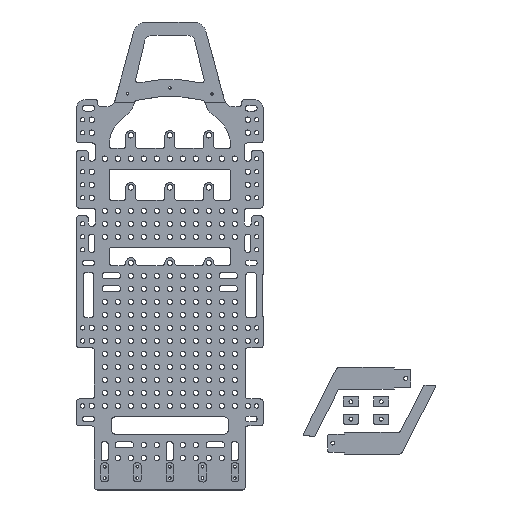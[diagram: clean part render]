
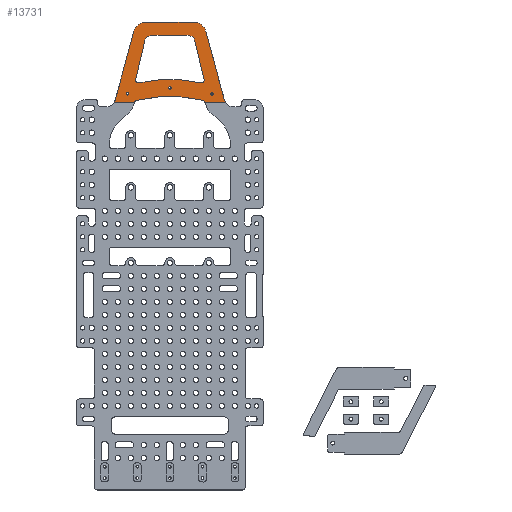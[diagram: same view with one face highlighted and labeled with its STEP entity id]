
A CAD part, top view. The second image highlights one B-rep face of the part: STEP entity #13731.
In plain terms, the highlighted planar face has unit normal (0, 0, 1).
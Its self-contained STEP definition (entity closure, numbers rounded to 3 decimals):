
#56=FACE_BOUND('',#1610,.T.);
#57=FACE_BOUND('',#1611,.T.);
#58=FACE_BOUND('',#1612,.T.);
#59=FACE_BOUND('',#1613,.T.);
#628=PLANE('',#14524);
#905=FACE_OUTER_BOUND('',#1609,.T.);
#1609=EDGE_LOOP('',(#9632,#9633,#9634,#9635,#9636,#9637,#9638,#9639,#9640,
#9641,#9642,#9643));
#1610=EDGE_LOOP('',(#9644));
#1611=EDGE_LOOP('',(#9645));
#1612=EDGE_LOOP('',(#9646));
#1613=EDGE_LOOP('',(#9647,#9648,#9649,#9650,#9651,#9652,#9653,#9654));
#2864=LINE('',#20662,#3974);
#2870=LINE('',#20685,#3980);
#2881=LINE('',#20711,#3991);
#2885=LINE('',#20722,#3995);
#2887=LINE('',#20725,#3997);
#2892=LINE('',#20737,#4002);
#2893=LINE('',#20741,#4003);
#2894=LINE('',#20745,#4004);
#3974=VECTOR('',#16375,10.);
#3980=VECTOR('',#16401,10.);
#3991=VECTOR('',#16424,10.);
#3995=VECTOR('',#16436,10.);
#3997=VECTOR('',#16440,10.);
#4002=VECTOR('',#16451,10.);
#4003=VECTOR('',#16454,10.);
#4004=VECTOR('',#16457,10.);
#4992=CIRCLE('',#14485,2.9);
#4994=CIRCLE('',#14488,2.9);
#4996=CIRCLE('',#14491,2.9);
#4997=CIRCLE('',#14493,20.);
#4999=CIRCLE('',#14496,330.048);
#5001=CIRCLE('',#14499,20.);
#5003=CIRCLE('',#14503,6.25);
#5005=CIRCLE('',#14506,317.288);
#5007=CIRCLE('',#14509,6.25);
#5009=CIRCLE('',#14515,30.);
#5011=CIRCLE('',#14519,30.);
#5013=CIRCLE('',#14525,6.25);
#5014=CIRCLE('',#14526,19.999);
#5015=CIRCLE('',#14527,19.999);
#5016=CIRCLE('',#14528,6.25);
#5960=VERTEX_POINT('',#20618);
#5962=VERTEX_POINT('',#20624);
#5964=VERTEX_POINT('',#20630);
#5965=VERTEX_POINT('',#20634);
#5966=VERTEX_POINT('',#20635);
#5969=VERTEX_POINT('',#20643);
#5970=VERTEX_POINT('',#20644);
#5973=VERTEX_POINT('',#20652);
#5974=VERTEX_POINT('',#20653);
#5977=VERTEX_POINT('',#20661);
#5979=VERTEX_POINT('',#20667);
#5981=VERTEX_POINT('',#20673);
#5983=VERTEX_POINT('',#20679);
#5989=VERTEX_POINT('',#20701);
#5990=VERTEX_POINT('',#20702);
#5993=VERTEX_POINT('',#20710);
#5995=VERTEX_POINT('',#20716);
#5999=VERTEX_POINT('',#20734);
#6000=VERTEX_POINT('',#20736);
#6001=VERTEX_POINT('',#20738);
#6002=VERTEX_POINT('',#20740);
#6003=VERTEX_POINT('',#20742);
#6004=VERTEX_POINT('',#20744);
#7357=EDGE_CURVE('',#5960,#5960,#4992,.T.);
#7360=EDGE_CURVE('',#5962,#5962,#4994,.T.);
#7363=EDGE_CURVE('',#5964,#5964,#4996,.T.);
#7364=EDGE_CURVE('',#5965,#5966,#4997,.T.);
#7368=EDGE_CURVE('',#5969,#5970,#4999,.T.);
#7372=EDGE_CURVE('',#5973,#5974,#5001,.T.);
#7376=EDGE_CURVE('',#5973,#5977,#2864,.T.);
#7379=EDGE_CURVE('',#5979,#5977,#5003,.T.);
#7382=EDGE_CURVE('',#5981,#5979,#5005,.T.);
#7385=EDGE_CURVE('',#5983,#5981,#5007,.T.);
#7388=EDGE_CURVE('',#5983,#5966,#2870,.T.);
#7397=EDGE_CURVE('',#5989,#5990,#5009,.T.);
#7401=EDGE_CURVE('',#5993,#5990,#2881,.T.);
#7404=EDGE_CURVE('',#5993,#5995,#5011,.T.);
#7407=EDGE_CURVE('',#5974,#5995,#2885,.T.);
#7409=EDGE_CURVE('',#5965,#5989,#2887,.T.);
#7414=EDGE_CURVE('',#5970,#5999,#5013,.T.);
#7415=EDGE_CURVE('',#5999,#6000,#2892,.T.);
#7416=EDGE_CURVE('',#6000,#6001,#5014,.T.);
#7417=EDGE_CURVE('',#6001,#6002,#2893,.T.);
#7418=EDGE_CURVE('',#6002,#6003,#5015,.T.);
#7419=EDGE_CURVE('',#6003,#6004,#2894,.T.);
#7420=EDGE_CURVE('',#6004,#5969,#5016,.T.);
#9632=ORIENTED_EDGE('',*,*,#7409,.T.);
#9633=ORIENTED_EDGE('',*,*,#7397,.T.);
#9634=ORIENTED_EDGE('',*,*,#7401,.F.);
#9635=ORIENTED_EDGE('',*,*,#7404,.T.);
#9636=ORIENTED_EDGE('',*,*,#7407,.F.);
#9637=ORIENTED_EDGE('',*,*,#7372,.F.);
#9638=ORIENTED_EDGE('',*,*,#7376,.T.);
#9639=ORIENTED_EDGE('',*,*,#7379,.F.);
#9640=ORIENTED_EDGE('',*,*,#7382,.F.);
#9641=ORIENTED_EDGE('',*,*,#7385,.F.);
#9642=ORIENTED_EDGE('',*,*,#7388,.T.);
#9643=ORIENTED_EDGE('',*,*,#7364,.F.);
#9644=ORIENTED_EDGE('',*,*,#7357,.T.);
#9645=ORIENTED_EDGE('',*,*,#7360,.T.);
#9646=ORIENTED_EDGE('',*,*,#7363,.T.);
#9647=ORIENTED_EDGE('',*,*,#7368,.T.);
#9648=ORIENTED_EDGE('',*,*,#7414,.T.);
#9649=ORIENTED_EDGE('',*,*,#7415,.T.);
#9650=ORIENTED_EDGE('',*,*,#7416,.T.);
#9651=ORIENTED_EDGE('',*,*,#7417,.T.);
#9652=ORIENTED_EDGE('',*,*,#7418,.T.);
#9653=ORIENTED_EDGE('',*,*,#7419,.T.);
#9654=ORIENTED_EDGE('',*,*,#7420,.T.);
#13731=ADVANCED_FACE('',(#905,#56,#57,#58,#59),#628,.T.);
#14485=AXIS2_PLACEMENT_3D('',#20620,#16333,#16334);
#14488=AXIS2_PLACEMENT_3D('',#20626,#16340,#16341);
#14491=AXIS2_PLACEMENT_3D('',#20632,#16347,#16348);
#14493=AXIS2_PLACEMENT_3D('',#20636,#16351,#16352);
#14496=AXIS2_PLACEMENT_3D('',#20645,#16359,#16360);
#14499=AXIS2_PLACEMENT_3D('',#20654,#16367,#16368);
#14503=AXIS2_PLACEMENT_3D('',#20668,#16380,#16381);
#14506=AXIS2_PLACEMENT_3D('',#20674,#16387,#16388);
#14509=AXIS2_PLACEMENT_3D('',#20680,#16394,#16395);
#14515=AXIS2_PLACEMENT_3D('',#20703,#16416,#16417);
#14519=AXIS2_PLACEMENT_3D('',#20717,#16429,#16430);
#14524=AXIS2_PLACEMENT_3D('',#20733,#16447,#16448);
#14525=AXIS2_PLACEMENT_3D('',#20735,#16449,#16450);
#14526=AXIS2_PLACEMENT_3D('',#20739,#16452,#16453);
#14527=AXIS2_PLACEMENT_3D('',#20743,#16455,#16456);
#14528=AXIS2_PLACEMENT_3D('',#20746,#16458,#16459);
#16333=DIRECTION('center_axis',(0.,0.,-1.));
#16334=DIRECTION('ref_axis',(-1.,0.,0.));
#16340=DIRECTION('center_axis',(0.,0.,-1.));
#16341=DIRECTION('ref_axis',(-1.,0.,0.));
#16347=DIRECTION('center_axis',(0.,0.,-1.));
#16348=DIRECTION('ref_axis',(-1.,0.,0.));
#16351=DIRECTION('center_axis',(0.,0.,1.));
#16352=DIRECTION('ref_axis',(-0.965,-0.262,0.));
#16359=DIRECTION('center_axis',(0.,0.,1.));
#16360=DIRECTION('ref_axis',(0.216,0.976,0.));
#16367=DIRECTION('center_axis',(0.,0.,1.));
#16368=DIRECTION('ref_axis',(0.85,-0.526,0.));
#16375=DIRECTION('',(1.,0.,0.));
#16380=DIRECTION('center_axis',(0.,0.,1.));
#16381=DIRECTION('ref_axis',(-0.242,0.97,0.));
#16387=DIRECTION('center_axis',(0.,0.,1.));
#16388=DIRECTION('ref_axis',(0.242,0.97,0.));
#16394=DIRECTION('center_axis',(0.,0.,1.));
#16395=DIRECTION('ref_axis',(0.972,0.233,0.));
#16401=DIRECTION('',(1.,0.,0.));
#16416=DIRECTION('center_axis',(0.,0.,1.));
#16417=DIRECTION('ref_axis',(0.965,0.262,0.));
#16424=DIRECTION('',(1.,0.,0.));
#16429=DIRECTION('center_axis',(0.,0.,1.));
#16430=DIRECTION('ref_axis',(0.,1.,0.));
#16436=DIRECTION('',(0.262,0.965,0.));
#16440=DIRECTION('',(-0.262,0.965,0.));
#16447=DIRECTION('center_axis',(0.,0.,1.));
#16448=DIRECTION('ref_axis',(1.,0.,0.));
#16449=DIRECTION('center_axis',(0.,0.,-1.));
#16450=DIRECTION('ref_axis',(-0.973,0.229,0.));
#16451=DIRECTION('',(0.229,0.973,0.));
#16452=DIRECTION('center_axis',(0.,0.,-1.));
#16453=DIRECTION('ref_axis',(0.,1.,0.));
#16454=DIRECTION('',(1.,0.,0.));
#16455=DIRECTION('center_axis',(0.,0.,-1.));
#16456=DIRECTION('ref_axis',(0.917,0.4,0.));
#16457=DIRECTION('',(0.231,-0.973,0.));
#16458=DIRECTION('center_axis',(0.,0.,-1.));
#16459=DIRECTION('ref_axis',(-0.216,-0.976,0.));
#20618=CARTESIAN_POINT('',(100.299,913.298,15.));
#20620=CARTESIAN_POINT('Origin',(97.399,913.298,15.));
#20624=CARTESIAN_POINT('',(2.988,927.085,15.));
#20626=CARTESIAN_POINT('Origin',(0.088,927.085,15.));
#20630=CARTESIAN_POINT('',(-94.41,913.298,15.));
#20632=CARTESIAN_POINT('Origin',(-97.31,913.298,15.));
#20634=CARTESIAN_POINT('',(126.08,898.737,15.));
#20635=CARTESIAN_POINT('',(128.362,893.47,15.));
#20636=CARTESIAN_POINT('Origin',(145.383,903.972,15.));
#20643=CARTESIAN_POINT('',(71.539,938.841,15.));
#20644=CARTESIAN_POINT('',(-71.236,938.838,15.));
#20645=CARTESIAN_POINT('Origin',(0.158,616.605,15.));
#20652=CARTESIAN_POINT('',(-128.2,893.449,15.));
#20653=CARTESIAN_POINT('',(-125.905,898.737,15.));
#20654=CARTESIAN_POINT('Origin',(-145.208,903.972,15.));
#20661=CARTESIAN_POINT('',(-81.361,893.449,15.));
#20662=CARTESIAN_POINT('',(-128.2,893.449,15.));
#20667=CARTESIAN_POINT('',(-76.79,898.08,15.));
#20668=CARTESIAN_POINT('Origin',(-75.277,892.016,15.));
#20673=CARTESIAN_POINT('',(76.842,898.076,15.));
#20674=CARTESIAN_POINT('Origin',(0.017,590.229,15.));
#20679=CARTESIAN_POINT('',(81.406,893.47,15.));
#20680=CARTESIAN_POINT('Origin',(75.329,892.012,15.));
#20685=CARTESIAN_POINT('',(81.406,893.47,15.));
#20701=CARTESIAN_POINT('',(83.199,1056.862,15.));
#20702=CARTESIAN_POINT('',(54.245,1079.01,15.));
#20703=CARTESIAN_POINT('Origin',(54.245,1049.01,15.));
#20710=CARTESIAN_POINT('',(-54.07,1079.01,15.));
#20711=CARTESIAN_POINT('',(-54.07,1079.01,15.));
#20716=CARTESIAN_POINT('',(-83.024,1056.862,15.));
#20717=CARTESIAN_POINT('Origin',(-54.07,1049.01,15.));
#20722=CARTESIAN_POINT('',(-117.829,928.515,15.));
#20725=CARTESIAN_POINT('',(117.995,928.551,15.));
#20733=CARTESIAN_POINT('Origin',(0.088,534.51,15.));
#20734=CARTESIAN_POINT('',(-78.672,946.373,15.));
#20735=CARTESIAN_POINT('Origin',(-72.588,944.94,15.));
#20736=CARTESIAN_POINT('',(-57.326,1037.001,15.));
#20737=CARTESIAN_POINT('',(-57.326,1037.001,15.));
#20738=CARTESIAN_POINT('',(-38.992,1049.011,15.));
#20739=CARTESIAN_POINT('Origin',(-38.992,1029.011,15.));
#20740=CARTESIAN_POINT('',(39.168,1049.011,15.));
#20741=CARTESIAN_POINT('',(39.168,1049.011,15.));
#20742=CARTESIAN_POINT('',(57.501,1037.001,15.));
#20743=CARTESIAN_POINT('Origin',(39.168,1029.011,15.));
#20744=CARTESIAN_POINT('',(78.972,946.384,15.));
#20745=CARTESIAN_POINT('',(78.972,946.384,15.));
#20746=CARTESIAN_POINT('Origin',(72.89,944.944,15.));
